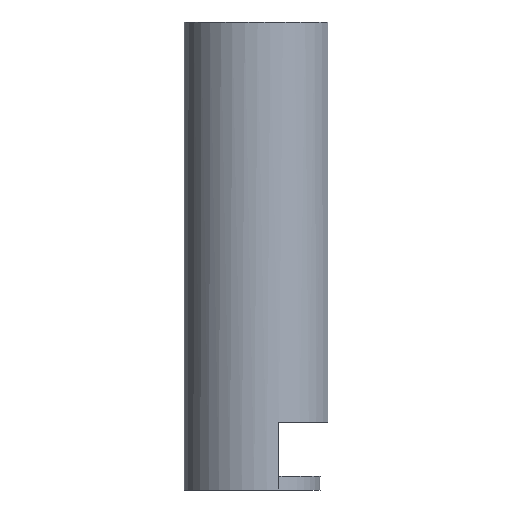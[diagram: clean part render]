
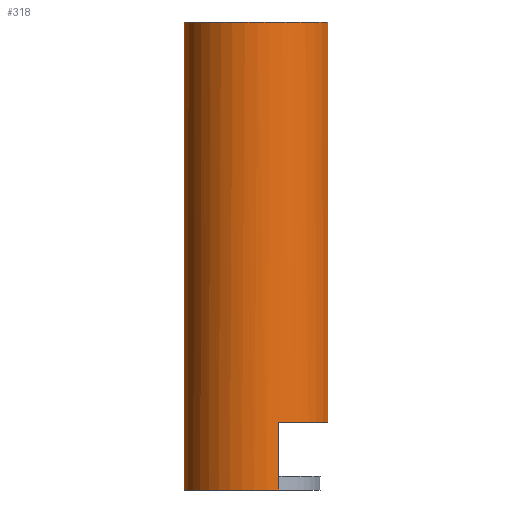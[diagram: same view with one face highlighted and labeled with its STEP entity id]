
A CAD part, left-side view. The second image highlights one B-rep face of the part: STEP entity #318.
In plain terms, the highlighted cylindrical face has radius 10.973 mm (diameter 21.946 mm), a partial arc.
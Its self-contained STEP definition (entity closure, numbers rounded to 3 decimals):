
#17=CYLINDRICAL_SURFACE('',#355,10.973);
#22=CIRCLE('',#345,10.973);
#25=CIRCLE('',#350,10.973);
#28=CIRCLE('',#356,10.973);
#29=CIRCLE('',#357,10.973);
#44=FACE_OUTER_BOUND('',#61,.T.);
#61=EDGE_LOOP('',(#237,#238,#239,#240,#241,#242,#243,#244));
#77=LINE('',#485,#107);
#80=LINE('',#497,#110);
#87=LINE('',#514,#117);
#90=LINE('',#526,#120);
#107=VECTOR('',#384,10.);
#110=VECTOR('',#395,10.);
#117=VECTOR('',#410,10.);
#120=VECTOR('',#423,10.);
#134=VERTEX_POINT('',#477);
#137=VERTEX_POINT('',#483);
#138=VERTEX_POINT('',#487);
#140=VERTEX_POINT('',#493);
#142=VERTEX_POINT('',#496);
#146=VERTEX_POINT('',#505);
#148=VERTEX_POINT('',#512);
#152=VERTEX_POINT('',#524);
#167=EDGE_CURVE('',#134,#137,#77,.T.);
#169=EDGE_CURVE('',#137,#138,#22,.T.);
#172=EDGE_CURVE('',#142,#140,#80,.T.);
#178=EDGE_CURVE('',#146,#142,#25,.T.);
#181=EDGE_CURVE('',#138,#148,#87,.T.);
#186=EDGE_CURVE('',#152,#148,#28,.T.);
#187=EDGE_CURVE('',#152,#146,#90,.T.);
#188=EDGE_CURVE('',#140,#134,#29,.T.);
#237=ORIENTED_EDGE('',*,*,#167,.T.);
#238=ORIENTED_EDGE('',*,*,#169,.T.);
#239=ORIENTED_EDGE('',*,*,#181,.T.);
#240=ORIENTED_EDGE('',*,*,#186,.F.);
#241=ORIENTED_EDGE('',*,*,#187,.T.);
#242=ORIENTED_EDGE('',*,*,#178,.T.);
#243=ORIENTED_EDGE('',*,*,#172,.T.);
#244=ORIENTED_EDGE('',*,*,#188,.T.);
#318=ADVANCED_FACE('',(#44),#17,.T.);
#345=AXIS2_PLACEMENT_3D('',#490,#388,#389);
#350=AXIS2_PLACEMENT_3D('',#508,#404,#405);
#355=AXIS2_PLACEMENT_3D('',#523,#419,#420);
#356=AXIS2_PLACEMENT_3D('',#525,#421,#422);
#357=AXIS2_PLACEMENT_3D('',#527,#424,#425);
#384=DIRECTION('',(0.,0.,1.));
#388=DIRECTION('center_axis',(0.,0.,1.));
#389=DIRECTION('ref_axis',(1.,0.,0.));
#395=DIRECTION('',(0.,0.,-1.));
#404=DIRECTION('center_axis',(0.,0.,1.));
#405=DIRECTION('ref_axis',(1.,0.,0.));
#410=DIRECTION('',(0.,0.,1.));
#419=DIRECTION('center_axis',(0.,0.,1.));
#420=DIRECTION('ref_axis',(0.,1.,0.));
#421=DIRECTION('center_axis',(0.,0.,1.));
#422=DIRECTION('ref_axis',(1.,0.,0.));
#423=DIRECTION('',(0.,0.,-1.));
#424=DIRECTION('center_axis',(0.,0.,1.));
#425=DIRECTION('ref_axis',(1.,0.,0.));
#477=CARTESIAN_POINT('',(-10.555,-3.,0.));
#483=CARTESIAN_POINT('',(-10.555,-3.,10.));
#485=CARTESIAN_POINT('',(-10.555,-3.,0.));
#487=CARTESIAN_POINT('',(-4.,-10.218,10.));
#490=CARTESIAN_POINT('Origin',(0.,0.,10.));
#493=CARTESIAN_POINT('',(10.555,-3.,0.));
#496=CARTESIAN_POINT('',(10.555,-3.,10.));
#497=CARTESIAN_POINT('',(10.555,-3.,0.));
#505=CARTESIAN_POINT('',(4.,-10.218,10.));
#508=CARTESIAN_POINT('Origin',(0.,0.,10.));
#512=CARTESIAN_POINT('',(-4.,-10.218,69.));
#514=CARTESIAN_POINT('',(-4.,-10.218,0.));
#523=CARTESIAN_POINT('Origin',(0.,0.,0.));
#524=CARTESIAN_POINT('',(4.,-10.218,69.));
#525=CARTESIAN_POINT('Origin',(0.,0.,69.));
#526=CARTESIAN_POINT('',(4.,-10.218,0.));
#527=CARTESIAN_POINT('Origin',(0.,0.,0.));
